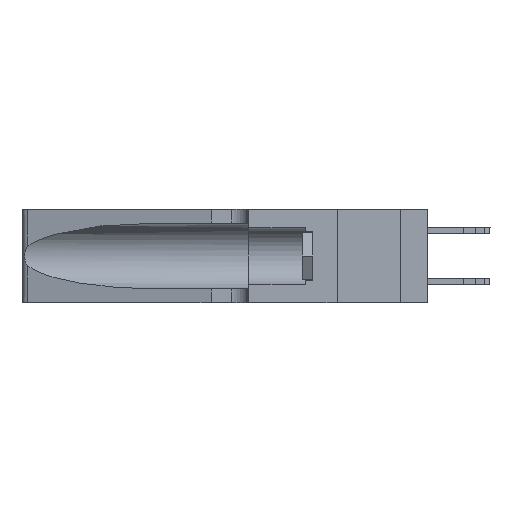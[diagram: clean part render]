
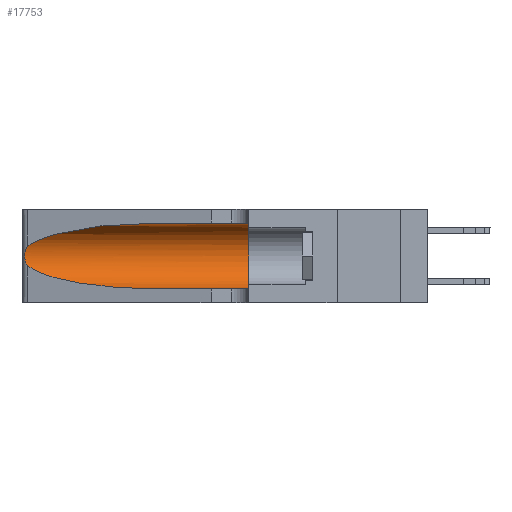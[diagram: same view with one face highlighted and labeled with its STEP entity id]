
A CAD part, left-side view. The second image highlights one B-rep face of the part: STEP entity #17753.
In plain terms, the highlighted cylindrical face has radius 3.308 mm (diameter 6.617 mm), a partial arc.
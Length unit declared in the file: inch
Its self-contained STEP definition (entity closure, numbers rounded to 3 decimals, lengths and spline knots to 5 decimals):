
#75 = CARTESIAN_POINT ( 'NONE',  ( 0.25789, 1.23486, 0.15765 ) ) ;
#148 = CARTESIAN_POINT ( 'NONE',  ( 0.26075, 1.23896, 0.19203 ) ) ;
#236 = DIRECTION ( 'NONE',  ( 0., 0., 1. ) ) ;
#329 = EDGE_CURVE ( 'NONE', #23632, #10068, #3842, .T. ) ;
#439 = CARTESIAN_POINT ( 'NONE',  ( 0.1305, 0.35, 0.05475 ) ) ;
#507 = ORIENTED_EDGE ( 'NONE', *, *, #10307, .T. ) ;
#526 = DIRECTION ( 'NONE',  ( 0., 0., -1. ) ) ;
#1302 = CARTESIAN_POINT ( 'NONE',  ( 0.25555, 1.22994, 0.2215 ) ) ;
#1361 = CYLINDRICAL_SURFACE ( 'NONE', #4712, 0.13025 ) ;
#2264 = CARTESIAN_POINT ( 'NONE',  ( 0.26018, 1.23835, 0.19895 ) ) ;
#2846 = CARTESIAN_POINT ( 'NONE',  ( 0.25487, 1.22718, 0.22369 ) ) ;
#3015 = CARTESIAN_POINT ( 'NONE',  ( 0.1305, 0.72297, 0.31525 ) ) ;
#3244 = ORIENTED_EDGE ( 'NONE', *, *, #329, .T. ) ;
#3269 = DIRECTION ( 'NONE',  ( 0., -1., 0. ) ) ;
#3694 = EDGE_CURVE ( 'NONE', #12107, #19968, #13493, .T. ) ;
#3842 =( BOUNDED_CURVE ( )  B_SPLINE_CURVE ( 3, ( #3015, #23708, #10428, #2846 ),
 .UNSPECIFIED., .F., .F. ) 
 B_SPLINE_CURVE_WITH_KNOTS ( ( 4, 4 ),
 ( 1.5708, 2.84003 ),
 .UNSPECIFIED. ) 
 CURVE ( )  GEOMETRIC_REPRESENTATION_ITEM ( )  RATIONAL_B_SPLINE_CURVE ( ( 1., 0.87, 0.87, 1. ) ) 
 REPRESENTATION_ITEM ( '' )  );
#4029 = CARTESIAN_POINT ( 'NONE',  ( 0.25854, 1.2359, 0.20912 ) ) ;
#4204 = CARTESIAN_POINT ( 'NONE',  ( 0.1305, 0.35, 0.185 ) ) ;
#4279 = CARTESIAN_POINT ( 'NONE',  ( 0.25639, 1.23186, 0.15144 ) ) ;
#4712 = AXIS2_PLACEMENT_3D ( 'NONE', #10043, #12020, #526 ) ;
#5805 = CARTESIAN_POINT ( 'NONE',  ( 0.26017, 1.23833, 0.17102 ) ) ;
#6023 = LINE ( 'NONE', #10154, #8488 ) ;
#8244 = CARTESIAN_POINT ( 'NONE',  ( 0.25487, 1.22718, 0.14631 ) ) ;
#8265 = DIRECTION ( 'NONE',  ( 0., 1., 0. ) ) ;
#8292 = ORIENTED_EDGE ( 'NONE', *, *, #16782, .T. ) ;
#8295 = ORIENTED_EDGE ( 'NONE', *, *, #14650, .T. ) ;
#8388 = ORIENTED_EDGE ( 'NONE', *, *, #17127, .F. ) ;
#8488 = VECTOR ( 'NONE', #23698, 39.37008 ) ;
#8618 = VECTOR ( 'NONE', #3269, 39.37008 ) ;
#9222 = LINE ( 'NONE', #21565, #8618 ) ;
#9420 = CARTESIAN_POINT ( 'NONE',  ( 0.1305, 0.72297, 0.05475 ) ) ;
#9590 = CARTESIAN_POINT ( 'NONE',  ( 0.1305, 0.72297, 0.05475 ) ) ;
#10043 = CARTESIAN_POINT ( 'NONE',  ( 0.1305, 1.61858, 0.185 ) ) ;
#10068 = VERTEX_POINT ( 'NONE', #24257 ) ;
#10154 = CARTESIAN_POINT ( 'NONE',  ( 0.1305, 1.61858, 0.05475 ) ) ;
#10307 = EDGE_CURVE ( 'NONE', #10068, #21321, #23182, .T. ) ;
#10428 = CARTESIAN_POINT ( 'NONE',  ( 0.2373, 1.15595, 0.28018 ) ) ;
#12020 = DIRECTION ( 'NONE',  ( 0., -1., 0. ) ) ;
#12107 = VERTEX_POINT ( 'NONE', #24081 ) ;
#13019 = CARTESIAN_POINT ( 'NONE',  ( 0.25639, 1.23184, 0.21858 ) ) ;
#13493 = CIRCLE ( 'NONE', #20144, 0.13025 ) ;
#13666 = CARTESIAN_POINT ( 'NONE',  ( 0.26075, 1.23896, 0.178 ) ) ;
#14650 = EDGE_CURVE ( 'NONE', #18348, #19968, #6023, .T. ) ;
#14911 = CARTESIAN_POINT ( 'NONE',  ( 0.2373, 1.15595, 0.08982 ) ) ;
#15331 = CARTESIAN_POINT ( 'NONE',  ( 0.25856, 1.23593, 0.16098 ) ) ;
#16782 = EDGE_CURVE ( 'NONE', #21321, #18348, #21015, .T. ) ;
#17127 = EDGE_CURVE ( 'NONE', #23632, #12107, #9222, .T. ) ;
#17753 = ADVANCED_FACE ( 'NONE', ( #18478 ), #1361, .F. ) ;
#17921 = ORIENTED_EDGE ( 'NONE', *, *, #3694, .F. ) ;
#18348 = VERTEX_POINT ( 'NONE', #9590 ) ;
#18478 = FACE_OUTER_BOUND ( 'NONE', #23739, .T. ) ;
#18488 = CARTESIAN_POINT ( 'NONE',  ( 0.25487, 1.22718, 0.22369 ) ) ;
#19607 = CARTESIAN_POINT ( 'NONE',  ( 0.25555, 1.22993, 0.14849 ) ) ;
#19968 = VERTEX_POINT ( 'NONE', #439 ) ;
#20013 = CARTESIAN_POINT ( 'NONE',  ( 0.25487, 1.22718, 0.14631 ) ) ;
#20144 = AXIS2_PLACEMENT_3D ( 'NONE', #4204, #8265, #236 ) ;
#20669 = CARTESIAN_POINT ( 'NONE',  ( 0.25487, 1.22718, 0.14631 ) ) ;
#20685 = CARTESIAN_POINT ( 'NONE',  ( 0.25787, 1.23484, 0.2124 ) ) ;
#20829 = CARTESIAN_POINT ( 'NONE',  ( 0.18966, 0.96281, 0.05475 ) ) ;
#21015 =( BOUNDED_CURVE ( )  B_SPLINE_CURVE ( 3, ( #20669, #14911, #20829, #9420 ),
 .UNSPECIFIED., .F., .T. ) 
 B_SPLINE_CURVE_WITH_KNOTS ( ( 4, 4 ),
 ( 3.44316, 4.71239 ),
 .UNSPECIFIED. ) 
 CURVE ( )  GEOMETRIC_REPRESENTATION_ITEM ( )  RATIONAL_B_SPLINE_CURVE ( ( 1., 0.87, 0.87, 1. ) ) 
 REPRESENTATION_ITEM ( '' )  );
#21321 = VERTEX_POINT ( 'NONE', #20013 ) ;
#21565 = CARTESIAN_POINT ( 'NONE',  ( 0.1305, 1.61858, 0.31525 ) ) ;
#22593 = CARTESIAN_POINT ( 'NONE',  ( 0.1305, 0.72297, 0.31525 ) ) ;
#23182 = B_SPLINE_CURVE_WITH_KNOTS ( 'NONE', 3,
 ( #18488, #1302, #13019, #20685, #4029, #2264, #148, #13666, #5805, #15331, #75, #4279, #19607, #8244 ),
 .UNSPECIFIED., .F., .F.,
 ( 4, 2, 2, 2, 2, 2, 4 ),
 ( 0., 0.00027, 0.00053, 0.00107, 0.0016, 0.00187, 0.00214 ),
 .UNSPECIFIED. ) ;
#23632 = VERTEX_POINT ( 'NONE', #22593 ) ;
#23698 = DIRECTION ( 'NONE',  ( 0., -1., 0. ) ) ;
#23708 = CARTESIAN_POINT ( 'NONE',  ( 0.18966, 0.96281, 0.31525 ) ) ;
#23739 = EDGE_LOOP ( 'NONE', ( #3244, #507, #8292, #8295, #17921, #8388 ) ) ;
#24081 = CARTESIAN_POINT ( 'NONE',  ( 0.1305, 0.35, 0.31525 ) ) ;
#24257 = CARTESIAN_POINT ( 'NONE',  ( 0.25487, 1.22718, 0.22369 ) ) ;
